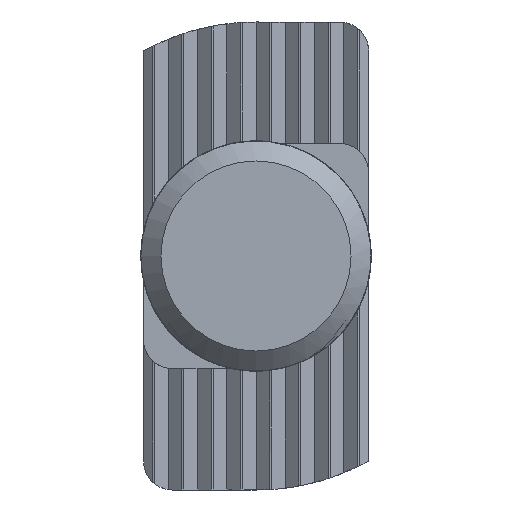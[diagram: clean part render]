
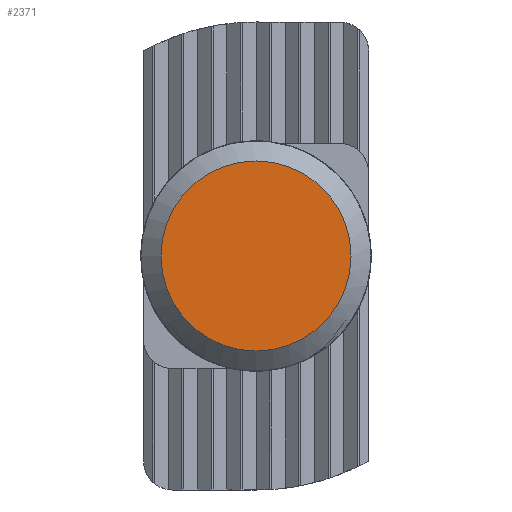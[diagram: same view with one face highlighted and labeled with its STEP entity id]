
A CAD part, left-side view. The second image highlights one B-rep face of the part: STEP entity #2371.
In plain terms, the highlighted face is planar.
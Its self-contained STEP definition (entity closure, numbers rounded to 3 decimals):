
#72=PLANE('',#2516);
#173=FACE_OUTER_BOUND('',#297,.T.);
#297=EDGE_LOOP('',(#1753));
#372=CIRCLE('',#2515,3.25);
#941=VERTEX_POINT('',#6799);
#1233=EDGE_CURVE('',#941,#941,#372,.T.);
#1753=ORIENTED_EDGE('',*,*,#1233,.F.);
#2371=ADVANCED_FACE('',(#173),#72,.F.);
#2515=AXIS2_PLACEMENT_3D('',#6800,#2828,#2829);
#2516=AXIS2_PLACEMENT_3D('',#6802,#2831,#2832);
#2828=DIRECTION('center_axis',(0.,-1.,0.));
#2829=DIRECTION('ref_axis',(0.,0.,1.));
#2831=DIRECTION('center_axis',(0.,-1.,0.));
#2832=DIRECTION('ref_axis',(0.,0.,-1.));
#6799=CARTESIAN_POINT('',(0.,35.,-3.25));
#6800=CARTESIAN_POINT('Origin',(0.,35.,0.));
#6802=CARTESIAN_POINT('Origin',(3.233,35.,0.));
